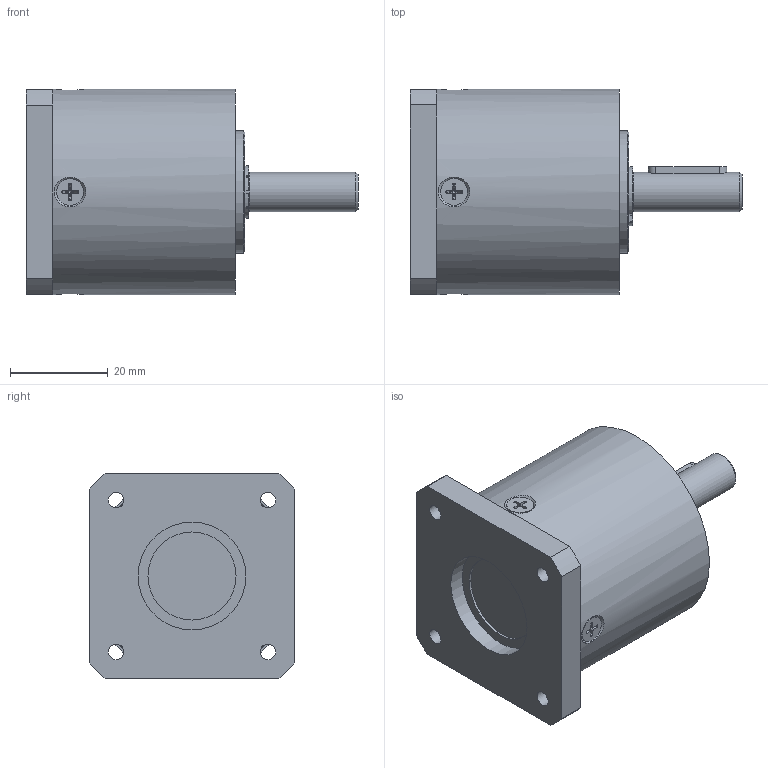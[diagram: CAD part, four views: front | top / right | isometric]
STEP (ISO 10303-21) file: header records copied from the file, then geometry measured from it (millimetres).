
FILE_DESCRIPTION(/* description */ (''),/* implementation_level */ '2;1');
FILE_NAME(/* name */ 'GP42-S1-XX-SRS.stp',/* time_stamp */ '2018-12-07T14:47:59+01:00',/* author */ ('naubert_a'),/* organization */ (''),/* preprocessor_version */ 'ST-DEVELOPER v17',/* originating_system */ 'Autodesk Inventor 2018',/* authorisation */ '');
FILE_SCHEMA (('CONFIG_CONTROL_DESIGN'));
Length unit declared in the file: millimetre
Products named in the file (1): D-00001659_Shrinkwrap_1
Bounding box: 67.8 x 42 x 42 mm (x, y, z)
Volume: 61173.2 mm3; surface area: 11375.1 mm2
Topology: 1 solids, 1 shells, 204 faces, 600 edges, 401 vertices
Faces by surface type: plane 81, cone 58, cylinder 47, torus 18
Full cylindrical faces by diameter (mm): 1.2 x2, 2.459 x5, 3.2 x5, 3.242 x4, 5.5 x4, 7.6 x1, 8 x2, 10.5 x1, 18 x1, 19 x1, 22 x1, 25 x1, 42 x1
Entity records: 7619 total; most frequent: CARTESIAN_POINT 1909, ORIENTED_EDGE 1174, DIRECTION 1161, EDGE_CURVE 587, AXIS2_PLACEMENT_3D 473, VERTEX_POINT 401, CIRCLE 268, EDGE_LOOP 234
